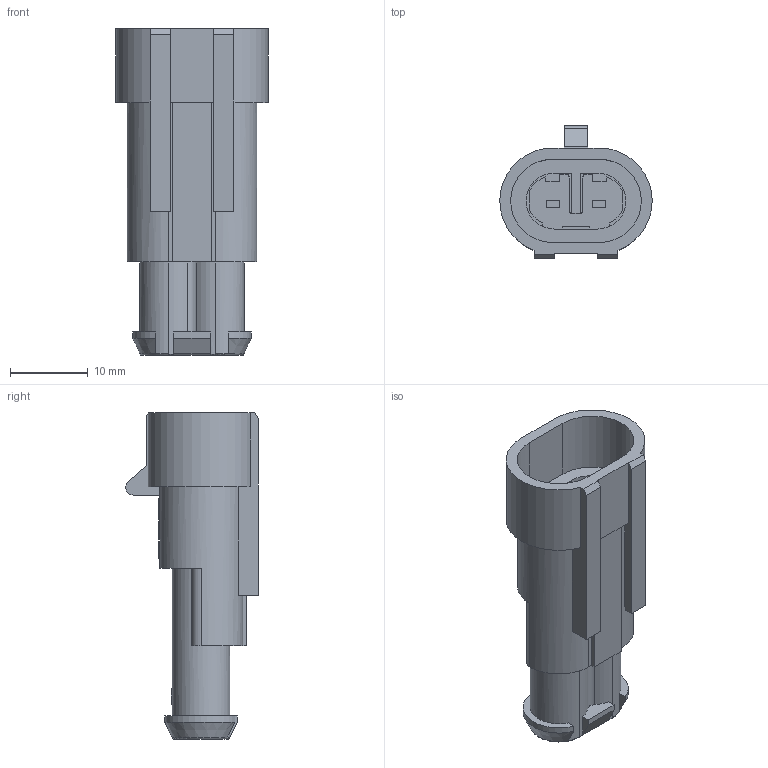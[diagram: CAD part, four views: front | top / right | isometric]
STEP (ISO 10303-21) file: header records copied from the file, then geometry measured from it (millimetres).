
FILE_DESCRIPTION (( 'STEP AP214' ), '1' );
FILE_NAME ('c-282104-1-b-3d.STEP', '2019-12-05T02:34:26', ( '' ), ( '' ), 'SwSTEP 2.0', 'SolidWorks 2019', '' );
FILE_SCHEMA (( 'AUTOMOTIVE_DESIGN' ));
Length unit declared in the file: millimetre
Products named in the file (1): c-282104-1-b-3d
Bounding box: 19.6 x 17.05 x 42 mm (x, y, z)
Volume: 4306.8 mm3; surface area: 3723.8 mm2
Topology: 1 solids, 1 shells, 186 faces, 521 edges, 342 vertices
Faces by surface type: plane 141, cylinder 39, cone 2, torus 2, bspline 2
Entity records: 6036 total; most frequent: CARTESIAN_POINT 1133, ORIENTED_EDGE 1042, DIRECTION 978, EDGE_CURVE 521, VECTOR 404, LINE 404, VERTEX_POINT 342, AXIS2_PLACEMENT_3D 287
